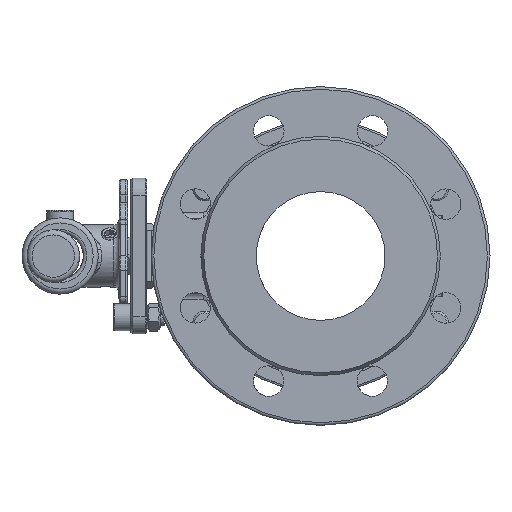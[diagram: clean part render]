
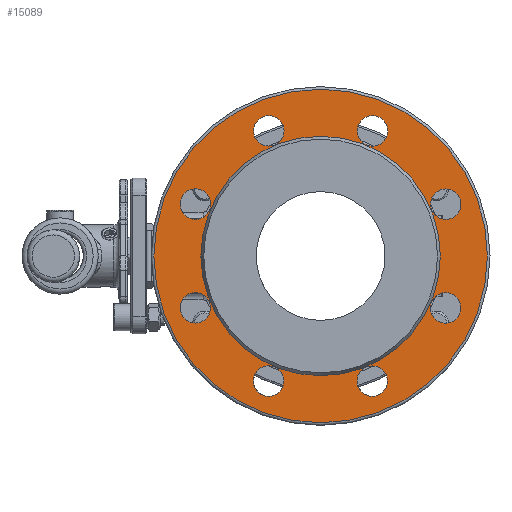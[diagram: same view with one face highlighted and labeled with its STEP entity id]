
A CAD part, left-side view. The second image highlights one B-rep face of the part: STEP entity #15089.
In plain terms, the highlighted planar face has unit normal (-1, 0, 0).
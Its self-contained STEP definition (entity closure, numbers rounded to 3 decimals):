
#763=CIRCLE('',#16363,9.);
#764=CIRCLE('',#16364,9.);
#765=CIRCLE('',#16365,9.);
#766=CIRCLE('',#16366,9.);
#767=CIRCLE('',#16367,9.);
#768=CIRCLE('',#16368,9.);
#769=CIRCLE('',#16369,9.);
#770=CIRCLE('',#16370,9.);
#771=CIRCLE('',#16371,70.677);
#772=CIRCLE('',#16372,98.444);
#773=CIRCLE('',#16373,98.444);
#5110=ORIENTED_EDGE('',*,*,#8651,.T.);
#5111=ORIENTED_EDGE('',*,*,#8652,.T.);
#5112=ORIENTED_EDGE('',*,*,#8653,.T.);
#5113=ORIENTED_EDGE('',*,*,#8654,.T.);
#5114=ORIENTED_EDGE('',*,*,#8655,.T.);
#5115=ORIENTED_EDGE('',*,*,#8656,.T.);
#5116=ORIENTED_EDGE('',*,*,#8657,.T.);
#5117=ORIENTED_EDGE('',*,*,#8658,.T.);
#5118=ORIENTED_EDGE('',*,*,#8659,.T.);
#5119=ORIENTED_EDGE('',*,*,#8660,.T.);
#5120=ORIENTED_EDGE('',*,*,#8661,.T.);
#8651=EDGE_CURVE('',#10513,#10513,#763,.T.);
#8652=EDGE_CURVE('',#10514,#10514,#764,.T.);
#8653=EDGE_CURVE('',#10515,#10515,#765,.T.);
#8654=EDGE_CURVE('',#10516,#10516,#766,.T.);
#8655=EDGE_CURVE('',#10517,#10517,#767,.T.);
#8656=EDGE_CURVE('',#10518,#10518,#768,.T.);
#8657=EDGE_CURVE('',#10519,#10519,#769,.T.);
#8658=EDGE_CURVE('',#10520,#10520,#770,.T.);
#8659=EDGE_CURVE('',#10521,#10521,#771,.T.);
#8660=EDGE_CURVE('',#10522,#10523,#772,.T.);
#8661=EDGE_CURVE('',#10523,#10522,#773,.T.);
#10513=VERTEX_POINT('',#28030);
#10514=VERTEX_POINT('',#28032);
#10515=VERTEX_POINT('',#28034);
#10516=VERTEX_POINT('',#28036);
#10517=VERTEX_POINT('',#28038);
#10518=VERTEX_POINT('',#28040);
#10519=VERTEX_POINT('',#28042);
#10520=VERTEX_POINT('',#28044);
#10521=VERTEX_POINT('',#28046);
#10522=VERTEX_POINT('',#28048);
#10523=VERTEX_POINT('',#28049);
#12198=EDGE_LOOP('',(#5110));
#12199=EDGE_LOOP('',(#5111));
#12200=EDGE_LOOP('',(#5112));
#12201=EDGE_LOOP('',(#5113));
#12202=EDGE_LOOP('',(#5114));
#12203=EDGE_LOOP('',(#5115));
#12204=EDGE_LOOP('',(#5116));
#12205=EDGE_LOOP('',(#5117));
#12206=EDGE_LOOP('',(#5118));
#12207=EDGE_LOOP('',(#5119,#5120));
#13455=FACE_BOUND('',#12198,.T.);
#13456=FACE_BOUND('',#12199,.T.);
#13457=FACE_BOUND('',#12200,.T.);
#13458=FACE_BOUND('',#12201,.T.);
#13459=FACE_BOUND('',#12202,.T.);
#13460=FACE_BOUND('',#12203,.T.);
#13461=FACE_BOUND('',#12204,.T.);
#13462=FACE_BOUND('',#12205,.T.);
#13463=FACE_BOUND('',#12206,.T.);
#13464=FACE_BOUND('',#12207,.T.);
#14492=PLANE('',#16362);
#15089=ADVANCED_FACE('',(#13455,#13456,#13457,#13458,#13459,#13460,#13461,
#13462,#13463,#13464),#14492,.T.);
#16362=AXIS2_PLACEMENT_3D('',#28028,#18870,#18871);
#16363=AXIS2_PLACEMENT_3D('',#28029,#18872,#18873);
#16364=AXIS2_PLACEMENT_3D('',#28031,#18874,#18875);
#16365=AXIS2_PLACEMENT_3D('',#28033,#18876,#18877);
#16366=AXIS2_PLACEMENT_3D('',#28035,#18878,#18879);
#16367=AXIS2_PLACEMENT_3D('',#28037,#18880,#18881);
#16368=AXIS2_PLACEMENT_3D('',#28039,#18882,#18883);
#16369=AXIS2_PLACEMENT_3D('',#28041,#18884,#18885);
#16370=AXIS2_PLACEMENT_3D('',#28043,#18886,#18887);
#16371=AXIS2_PLACEMENT_3D('',#28045,#18888,#18889);
#16372=AXIS2_PLACEMENT_3D('',#28047,#18890,#18891);
#16373=AXIS2_PLACEMENT_3D('',#28050,#18892,#18893);
#18870=DIRECTION('',(-1.,0.,0.));
#18871=DIRECTION('',(0.,-1.,0.));
#18872=DIRECTION('',(1.,0.,0.));
#18873=DIRECTION('',(0.,-1.,0.));
#18874=DIRECTION('',(1.,0.,0.));
#18875=DIRECTION('',(0.,-1.,0.));
#18876=DIRECTION('',(1.,0.,0.));
#18877=DIRECTION('',(0.,-1.,0.));
#18878=DIRECTION('',(1.,0.,0.));
#18879=DIRECTION('',(0.,-1.,0.));
#18880=DIRECTION('',(1.,0.,0.));
#18881=DIRECTION('',(0.,-1.,0.));
#18882=DIRECTION('',(1.,0.,0.));
#18883=DIRECTION('',(0.,-1.,0.));
#18884=DIRECTION('',(1.,0.,0.));
#18885=DIRECTION('',(0.,-1.,0.));
#18886=DIRECTION('',(1.,0.,0.));
#18887=DIRECTION('',(0.,-1.,0.));
#18888=DIRECTION('',(1.,0.,0.));
#18889=DIRECTION('',(0.,1.,0.));
#18890=DIRECTION('',(-1.,0.,0.));
#18891=DIRECTION('',(0.,-1.,0.));
#18892=DIRECTION('',(-1.,0.,0.));
#18893=DIRECTION('',(0.,1.,0.));
#28028=CARTESIAN_POINT('',(-71.5,0.,0.));
#28029=CARTESIAN_POINT('',(-71.5,73.871,30.654));
#28030=CARTESIAN_POINT('',(-71.5,64.871,30.654));
#28031=CARTESIAN_POINT('',(-71.5,73.91,-30.558));
#28032=CARTESIAN_POINT('',(-71.5,64.91,-30.558));
#28033=CARTESIAN_POINT('',(-71.5,30.654,-73.871));
#28034=CARTESIAN_POINT('',(-71.5,21.654,-73.871));
#28035=CARTESIAN_POINT('',(-71.5,-30.558,-73.91));
#28036=CARTESIAN_POINT('',(-71.5,-39.558,-73.91));
#28037=CARTESIAN_POINT('',(-71.5,-73.871,-30.654));
#28038=CARTESIAN_POINT('',(-71.5,-82.871,-30.654));
#28039=CARTESIAN_POINT('',(-71.5,-73.91,30.558));
#28040=CARTESIAN_POINT('',(-71.5,-82.91,30.558));
#28041=CARTESIAN_POINT('',(-71.5,-30.654,73.871));
#28042=CARTESIAN_POINT('',(-71.5,-39.654,73.871));
#28043=CARTESIAN_POINT('',(-71.5,30.558,73.91));
#28044=CARTESIAN_POINT('',(-71.5,21.558,73.91));
#28045=CARTESIAN_POINT('',(-71.5,-0.056,0.));
#28046=CARTESIAN_POINT('',(-71.5,70.621,0.));
#28047=CARTESIAN_POINT('',(-71.5,-0.056,0.));
#28048=CARTESIAN_POINT('',(-71.5,-98.5,0.));
#28049=CARTESIAN_POINT('',(-71.5,98.387,0.));
#28050=CARTESIAN_POINT('',(-71.5,-0.056,0.));
